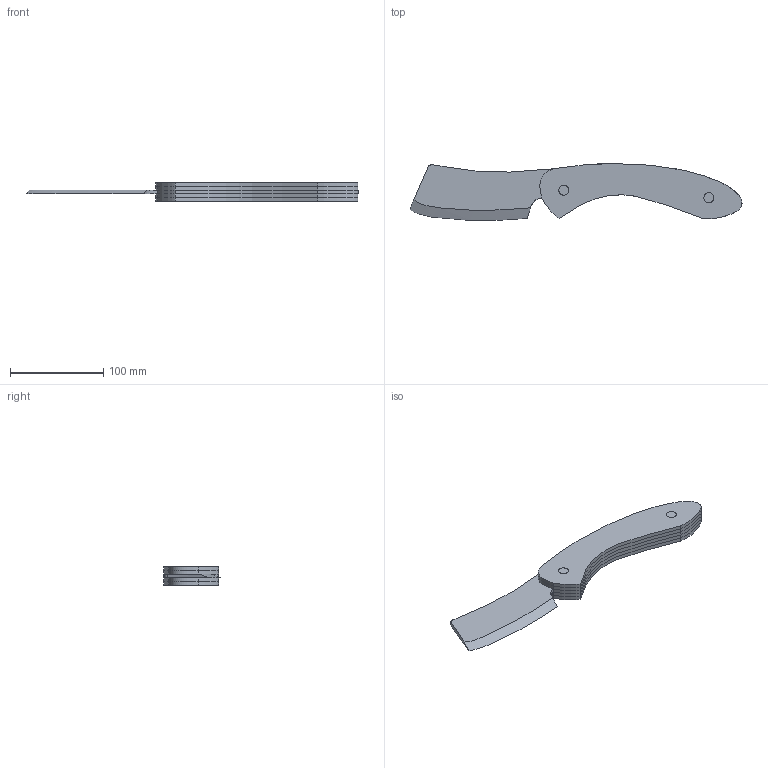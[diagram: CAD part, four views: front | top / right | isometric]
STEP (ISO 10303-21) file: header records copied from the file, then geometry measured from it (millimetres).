
FILE_DESCRIPTION(('FreeCAD Model'),'2;1');
FILE_NAME('Open CASCADE Shape Model','2025-05-04T11:44:00',('FreeCAD'),( 'FreeCAD'),'Open CASCADE STEP processor 7.6','FreeCAD','Unknown');
FILE_SCHEMA(('AUTOMOTIVE_DESIGN { 1 0 10303 214 1 1 1 1 }'));
Length unit declared in the file: millimetre
Products named in the file (1): Open CASCADE STEP translator 7.6 1
Bounding box: 356.03 x 61.1 x 19.97 mm (x, y, z)
Volume: 191858.6 mm3; surface area: 109357.7 mm2
Topology: 7 solids, 7 shells, 67 faces, 159 edges, 106 vertices
Faces by surface type: bspline 67
Entity records: 2811 total; most frequent: CARTESIAN_POINT 1804, ORIENTED_EDGE 318, EDGE_CURVE 159, B_SPLINE_CURVE_WITH_KNOTS 111, VERTEX_POINT 106, FACE_BOUND 87, EDGE_LOOP 87, ADVANCED_FACE 67
